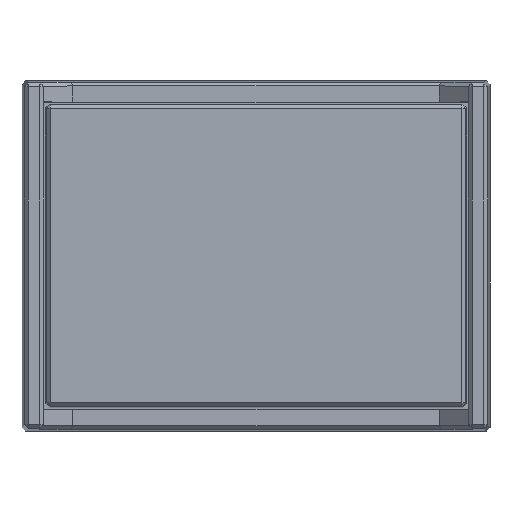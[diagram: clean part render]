
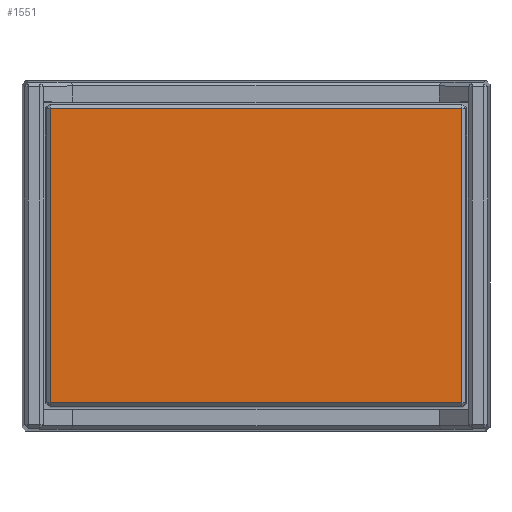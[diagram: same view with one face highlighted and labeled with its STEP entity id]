
A CAD part, top view. The second image highlights one B-rep face of the part: STEP entity #1551.
In plain terms, the highlighted planar face has unit normal (0, 0, 1).
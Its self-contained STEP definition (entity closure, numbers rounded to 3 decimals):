
#117 = LINE ( 'NONE', #1538, #3073 ) ;
#168 = VECTOR ( 'NONE', #3794, 1000. ) ;
#302 = ORIENTED_EDGE ( 'NONE', *, *, #481, .F. ) ;
#362 = VERTEX_POINT ( 'NONE', #3971 ) ;
#425 = EDGE_CURVE ( 'NONE', #3845, #3088, #117, .T. ) ;
#464 = VECTOR ( 'NONE', #2249, 1000. ) ;
#481 = EDGE_CURVE ( 'NONE', #362, #3845, #3727, .T. ) ;
#592 = DIRECTION ( 'NONE',  ( 0., -1., 0. ) ) ;
#798 = CARTESIAN_POINT ( 'NONE',  ( -10.517, 0., 9.6 ) ) ;
#927 = DIRECTION ( 'NONE',  ( -1., 0., 0. ) ) ;
#1254 = LINE ( 'NONE', #2589, #168 ) ;
#1321 = PLANE ( 'NONE',  #2534 ) ;
#1538 = CARTESIAN_POINT ( 'NONE',  ( 0.063, 7.517, 9.6 ) ) ;
#1551 = ADVANCED_FACE ( 'NONE', ( #4152 ), #1321, .F. ) ;
#1566 = CARTESIAN_POINT ( 'NONE',  ( 10.517, 7.517, 9.6 ) ) ;
#1654 = VERTEX_POINT ( 'NONE', #2762 ) ;
#1811 = VECTOR ( 'NONE', #592, 1000. ) ;
#2082 = ORIENTED_EDGE ( 'NONE', *, *, #425, .F. ) ;
#2249 = DIRECTION ( 'NONE',  ( 0., 1., 0. ) ) ;
#2344 = LINE ( 'NONE', #3530, #1811 ) ;
#2534 = AXIS2_PLACEMENT_3D ( 'NONE', #2634, #3846, #927 ) ;
#2589 = CARTESIAN_POINT ( 'NONE',  ( 0.063, -7.517, 9.6 ) ) ;
#2634 = CARTESIAN_POINT ( 'NONE',  ( 10.517, -7.517, 9.6 ) ) ;
#2762 = CARTESIAN_POINT ( 'NONE',  ( 10.517, -7.517, 9.6 ) ) ;
#2795 = DIRECTION ( 'NONE',  ( 1., 0., 0. ) ) ;
#3073 = VECTOR ( 'NONE', #2795, 1000. ) ;
#3088 = VERTEX_POINT ( 'NONE', #1566 ) ;
#3109 = EDGE_LOOP ( 'NONE', ( #3236, #3868, #2082, #302 ) ) ;
#3116 = CARTESIAN_POINT ( 'NONE',  ( -10.517, 7.517, 9.6 ) ) ;
#3236 = ORIENTED_EDGE ( 'NONE', *, *, #3343, .F. ) ;
#3343 = EDGE_CURVE ( 'NONE', #1654, #362, #1254, .T. ) ;
#3420 = EDGE_CURVE ( 'NONE', #3088, #1654, #2344, .T. ) ;
#3530 = CARTESIAN_POINT ( 'NONE',  ( 10.517, 0., 9.6 ) ) ;
#3727 = LINE ( 'NONE', #798, #464 ) ;
#3794 = DIRECTION ( 'NONE',  ( -1., 0., 0. ) ) ;
#3845 = VERTEX_POINT ( 'NONE', #3116 ) ;
#3846 = DIRECTION ( 'NONE',  ( 0., 0., -1. ) ) ;
#3868 = ORIENTED_EDGE ( 'NONE', *, *, #3420, .F. ) ;
#3971 = CARTESIAN_POINT ( 'NONE',  ( -10.517, -7.517, 9.6 ) ) ;
#4152 = FACE_OUTER_BOUND ( 'NONE', #3109, .T. ) ;
